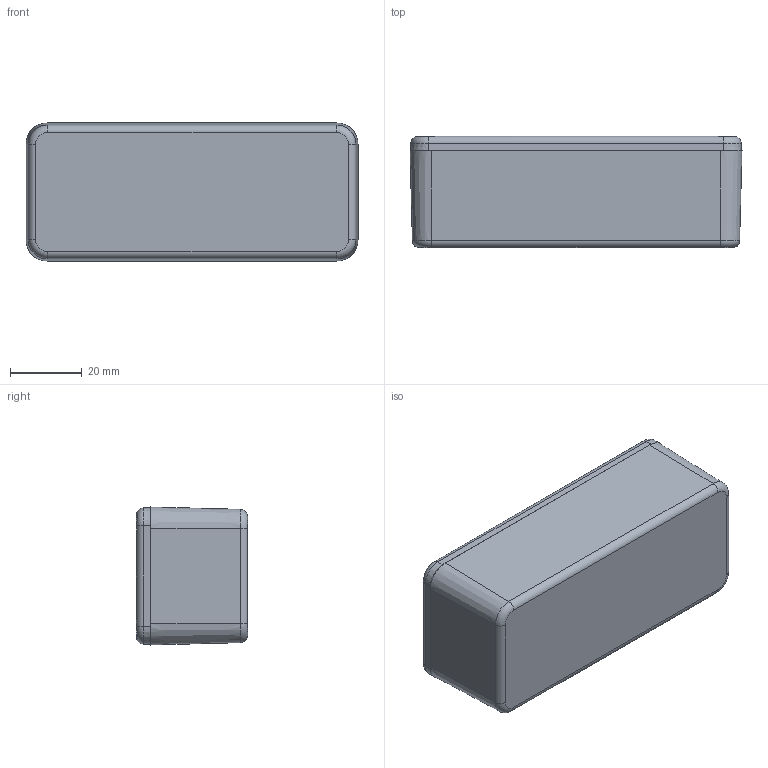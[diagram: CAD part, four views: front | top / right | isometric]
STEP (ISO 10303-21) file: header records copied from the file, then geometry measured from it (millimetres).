
FILE_DESCRIPTION(('FreeCAD Model'),'2;1');
FILE_NAME('Hammond_1590A.step','2019-07-24T01:36:42',('Author'),(''), 'Open CASCADE STEP processor 7.3','FreeCAD','Unknown');
FILE_SCHEMA(('AUTOMOTIVE_DESIGN { 1 0 10303 214 1 1 1 1 }'));
Length unit declared in the file: millimetre
Products named in the file (1): 1590A
Bounding box: 92.6 x 31 x 38.5 mm (x, y, z)
Volume: 28491.2 mm3; surface area: 27981 mm2
Topology: 1 solids, 10 shells, 467 faces, 1193 edges, 770 vertices
Faces by surface type: plane 253, bspline 74, cone 64, cylinder 60, torus 16
Full cylindrical faces by diameter (mm): 2.642 x4, 3.378 x4, 3.9 x4, 4 x4, 7 x4
Entity records: 18042 total; most frequent: CARTESIAN_POINT 3802, ORIENTED_EDGE 2386, DIRECTION 2077, EDGE_CURVE 1193, VERTEX_POINT 770, LINE 709, VECTOR 709, AXIS2_PLACEMENT_3D 684
